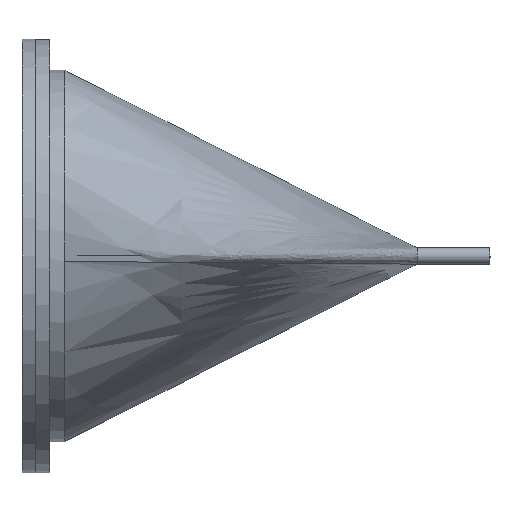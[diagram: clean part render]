
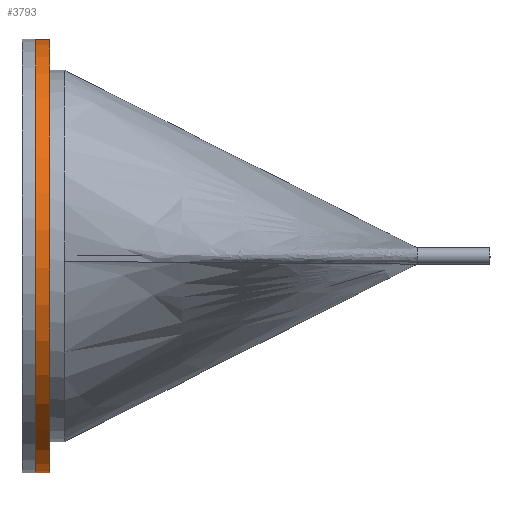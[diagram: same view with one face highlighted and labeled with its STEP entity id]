
A CAD part, front view. The second image highlights one B-rep face of the part: STEP entity #3793.
In plain terms, the highlighted cylindrical face has radius 800 mm (diameter 1600 mm), a partial arc.
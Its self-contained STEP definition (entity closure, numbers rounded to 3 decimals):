
#103 = EDGE_CURVE ( 'NONE', #35207, #29849, #34132, .T. ) ;
#2220 = CARTESIAN_POINT ( 'NONE',  ( 800., 0., 0. ) ) ;
#2416 = AXIS2_PLACEMENT_3D ( 'NONE', #26861, #27471, #20860 ) ;
#2684 = VERTEX_POINT ( 'NONE', #24445 ) ;
#3793 = ADVANCED_FACE ( 'NONE', ( #7104 ), #25905, .T. ) ;
#3816 = VERTEX_POINT ( 'NONE', #20948 ) ;
#3837 = DIRECTION ( 'NONE',  ( 1., 0., 0. ) ) ;
#4122 = CARTESIAN_POINT ( 'NONE',  ( 0., 0., 52. ) ) ;
#5637 = ORIENTED_EDGE ( 'NONE', *, *, #103, .F. ) ;
#7104 = FACE_OUTER_BOUND ( 'NONE', #38848, .T. ) ;
#9467 = EDGE_CURVE ( 'NONE', #3816, #29849, #27690, .T. ) ;
#9589 = VECTOR ( 'NONE', #39645, 1000. ) ;
#10644 = CIRCLE ( 'NONE', #2416, 800. ) ;
#11048 = CARTESIAN_POINT ( 'NONE',  ( 800., 0., 52. ) ) ;
#13581 = AXIS2_PLACEMENT_3D ( 'NONE', #4122, #39002, #26753 ) ;
#18327 = VECTOR ( 'NONE', #40353, 1000. ) ;
#18716 = ORIENTED_EDGE ( 'NONE', *, *, #29963, .T. ) ;
#19312 = LINE ( 'NONE', #26341, #9589 ) ;
#20860 = DIRECTION ( 'NONE',  ( 1., 0., 0. ) ) ;
#20948 = CARTESIAN_POINT ( 'NONE',  ( -800., 0., 0. ) ) ;
#23478 = CARTESIAN_POINT ( 'NONE',  ( 800., 0., 52. ) ) ;
#23704 = DIRECTION ( 'NONE',  ( 0., 0., 1. ) ) ;
#24445 = CARTESIAN_POINT ( 'NONE',  ( -800., 0., 52. ) ) ;
#25905 = CYLINDRICAL_SURFACE ( 'NONE', #13581, 800. ) ;
#26253 = CARTESIAN_POINT ( 'NONE',  ( 0., 0., 0. ) ) ;
#26341 = CARTESIAN_POINT ( 'NONE',  ( -800., 0., 52. ) ) ;
#26753 = DIRECTION ( 'NONE',  ( -1., 0., 0. ) ) ;
#26861 = CARTESIAN_POINT ( 'NONE',  ( 0., 0., 52. ) ) ;
#27394 = ORIENTED_EDGE ( 'NONE', *, *, #9467, .T. ) ;
#27471 = DIRECTION ( 'NONE',  ( 0., 0., 1. ) ) ;
#27690 = CIRCLE ( 'NONE', #35219, 800. ) ;
#29849 = VERTEX_POINT ( 'NONE', #2220 ) ;
#29963 = EDGE_CURVE ( 'NONE', #2684, #3816, #19312, .T. ) ;
#33729 = EDGE_CURVE ( 'NONE', #2684, #35207, #10644, .T. ) ;
#34132 = LINE ( 'NONE', #11048, #18327 ) ;
#34928 = ORIENTED_EDGE ( 'NONE', *, *, #33729, .F. ) ;
#35207 = VERTEX_POINT ( 'NONE', #23478 ) ;
#35219 = AXIS2_PLACEMENT_3D ( 'NONE', #26253, #23704, #3837 ) ;
#38848 = EDGE_LOOP ( 'NONE', ( #5637, #34928, #18716, #27394 ) ) ;
#39002 = DIRECTION ( 'NONE',  ( 0., 0., -1. ) ) ;
#39645 = DIRECTION ( 'NONE',  ( 0., 0., -1. ) ) ;
#40353 = DIRECTION ( 'NONE',  ( 0., 0., -1. ) ) ;
